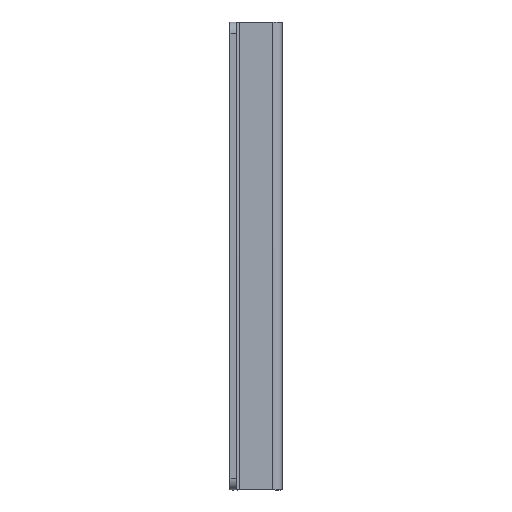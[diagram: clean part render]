
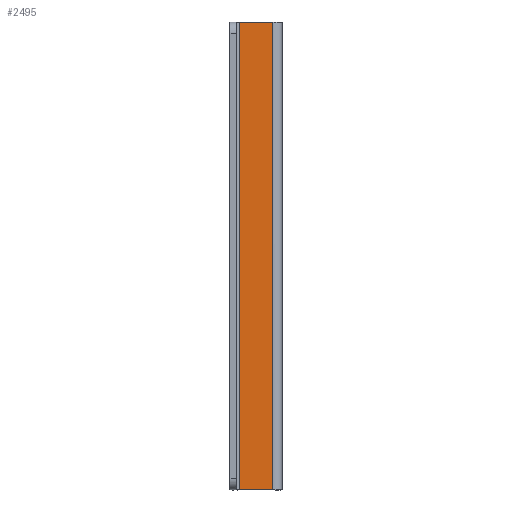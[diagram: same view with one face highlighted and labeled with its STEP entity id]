
A CAD part, left-side view. The second image highlights one B-rep face of the part: STEP entity #2495.
In plain terms, the highlighted free-form (B-spline) face has degree [1, 1] with [2, 2] control points.
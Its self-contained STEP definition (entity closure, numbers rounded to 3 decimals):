
#158 = CARTESIAN_POINT ( 'NONE',  ( 5031.25, -1420.854, 763.057 ) ) ;
#436 = CARTESIAN_POINT ( 'NONE',  ( 5031.25, -1420.854, 763.057 ) ) ;
#441 = CARTESIAN_POINT ( 'NONE',  ( 5031.25, -1420.854, 1375. ) ) ;
#449 = VERTEX_POINT ( 'NONE', #441 ) ;
#486 = ORIENTED_EDGE ( 'NONE', *, *, #1132, .T. ) ;
#512 = CARTESIAN_POINT ( 'NONE',  ( 5031.25, -1464.854, 763.057 ) ) ;
#621 = CARTESIAN_POINT ( 'NONE',  ( 5031.25, -1420.854, 1375. ) ) ;
#634 = EDGE_CURVE ( 'NONE', #449, #2492, #2272, .T. ) ;
#810 = CARTESIAN_POINT ( 'NONE',  ( 5031.25, -1464.854, 1375. ) ) ;
#905 = CARTESIAN_POINT ( 'NONE',  ( 5031.25, -1420.854, 763.057 ) ) ;
#958 = CARTESIAN_POINT ( 'NONE',  ( 5031.25, -1464.854, 763.057 ) ) ;
#1079 = ORIENTED_EDGE ( 'NONE', *, *, #2032, .F. ) ;
#1132 = EDGE_CURVE ( 'NONE', #3054, #2492, #2432, .T. ) ;
#1368 = B_SPLINE_SURFACE_WITH_KNOTS ( 'NONE', 1, 1, ( 
 ( #2512, #621 ),
 ( #1569, #158 ) ),
 .UNSPECIFIED., .F., .F., .F.,
 ( 2, 2 ),
 ( 2, 2 ),
 ( 0., 1. ),
 ( 0., 1. ),
 .UNSPECIFIED. ) ;
#1569 = CARTESIAN_POINT ( 'NONE',  ( 5031.25, -1464.854, 763.057 ) ) ;
#1923 = ORIENTED_EDGE ( 'NONE', *, *, #2241, .T. ) ;
#2032 = EDGE_CURVE ( 'NONE', #2922, #449, #2311, .T. ) ;
#2132 = CARTESIAN_POINT ( 'NONE',  ( 5031.25, -1464.854, 763.057 ) ) ;
#2182 = CARTESIAN_POINT ( 'NONE',  ( 5031.25, -1464.854, 1375. ) ) ;
#2189 = EDGE_LOOP ( 'NONE', ( #1923, #486, #2814, #1079 ) ) ;
#2241 = EDGE_CURVE ( 'NONE', #2922, #3054, #2267, .T. ) ;
#2267 = B_SPLINE_CURVE_WITH_KNOTS ( 'NONE', 1,
 ( #905, #2132 ),
 .UNSPECIFIED., .F., .F.,
 ( 2, 2 ),
 ( 0., 1. ),
 .UNSPECIFIED. ) ;
#2272 = B_SPLINE_CURVE_WITH_KNOTS ( 'NONE', 1,
 ( #2927, #810 ),
 .UNSPECIFIED., .F., .F.,
 ( 2, 2 ),
 ( 0., 1. ),
 .UNSPECIFIED. ) ;
#2311 = B_SPLINE_CURVE_WITH_KNOTS ( 'NONE', 1,
 ( #2859, #2845 ),
 .UNSPECIFIED., .F., .F.,
 ( 2, 2 ),
 ( -1., 0. ),
 .UNSPECIFIED. ) ;
#2432 = B_SPLINE_CURVE_WITH_KNOTS ( 'NONE', 1,
 ( #512, #2182 ),
 .UNSPECIFIED., .F., .F.,
 ( 2, 2 ),
 ( 0., 1. ),
 .UNSPECIFIED. ) ;
#2492 = VERTEX_POINT ( 'NONE', #2869 ) ;
#2495 = ADVANCED_FACE ( 'NONE', ( #2718 ), #1368, .F. ) ;
#2512 = CARTESIAN_POINT ( 'NONE',  ( 5031.25, -1464.854, 1375. ) ) ;
#2718 = FACE_OUTER_BOUND ( 'NONE', #2189, .T. ) ;
#2814 = ORIENTED_EDGE ( 'NONE', *, *, #634, .F. ) ;
#2845 = CARTESIAN_POINT ( 'NONE',  ( 5031.25, -1420.854, 1375. ) ) ;
#2859 = CARTESIAN_POINT ( 'NONE',  ( 5031.25, -1420.854, 763.057 ) ) ;
#2869 = CARTESIAN_POINT ( 'NONE',  ( 5031.25, -1464.854, 1375. ) ) ;
#2922 = VERTEX_POINT ( 'NONE', #436 ) ;
#2927 = CARTESIAN_POINT ( 'NONE',  ( 5031.25, -1420.854, 1375. ) ) ;
#3054 = VERTEX_POINT ( 'NONE', #958 ) ;
